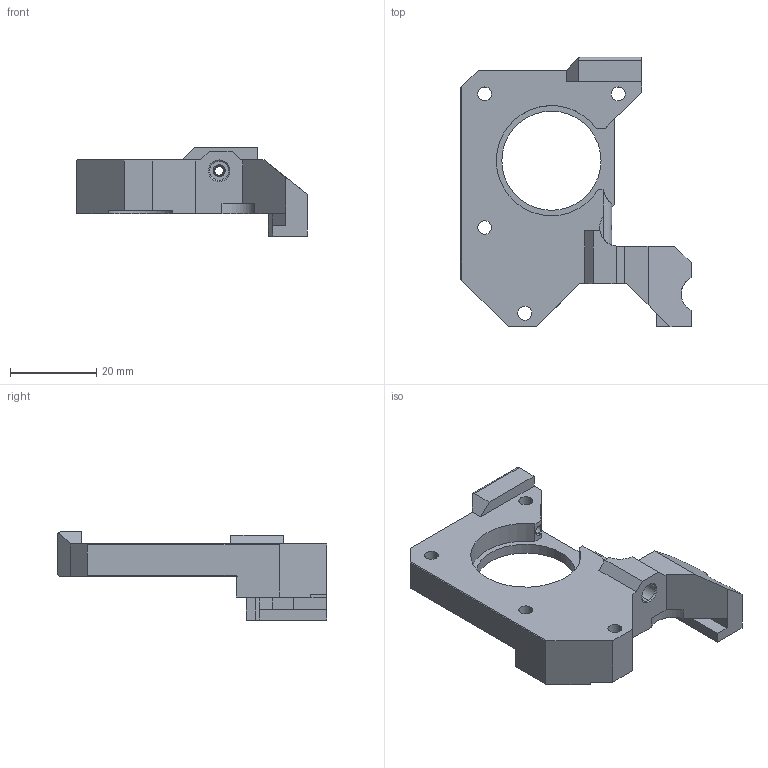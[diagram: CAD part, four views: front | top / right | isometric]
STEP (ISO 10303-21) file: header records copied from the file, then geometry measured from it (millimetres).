
FILE_DESCRIPTION (( 'STEP AP214' ), '1' );
FILE_NAME ('base+ender3.STEP', '2022-05-02T08:32:00', ( '' ), ( '' ), 'SwSTEP 2.0', 'SolidWorks 2021', '' );
FILE_SCHEMA (( 'AUTOMOTIVE_DESIGN' ));
Length unit declared in the file: millimetre
Products named in the file (1): base+ender3
Bounding box: 53.4 x 62.5 x 20.45 mm (x, y, z)
Volume: 15759.3 mm3; surface area: 7834.7 mm2
Topology: 1 solids, 1 shells, 112 faces, 316 edges, 208 vertices
Faces by surface type: plane 62, cylinder 39, cone 11
Entity records: 3807 total; most frequent: CARTESIAN_POINT 795, ORIENTED_EDGE 632, DIRECTION 613, EDGE_CURVE 316, VECTOR 209, LINE 209, VERTEX_POINT 208, AXIS2_PLACEMENT_3D 202
